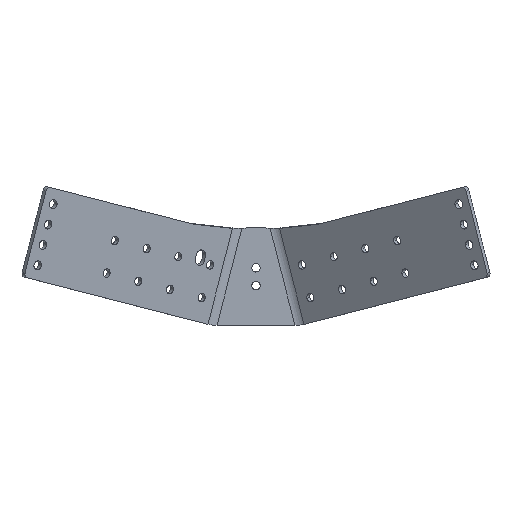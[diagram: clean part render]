
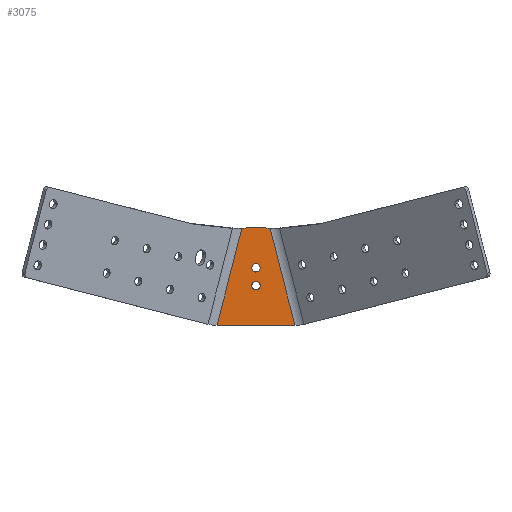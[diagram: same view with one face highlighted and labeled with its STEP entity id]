
A CAD part, top view. The second image highlights one B-rep face of the part: STEP entity #3075.
In plain terms, the highlighted planar face has unit normal (0, 0, 1).
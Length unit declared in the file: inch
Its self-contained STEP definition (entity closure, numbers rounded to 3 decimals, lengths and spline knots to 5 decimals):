
#34 = LINE ( 'NONE', #2665, #486 ) ;
#56 = VECTOR ( 'NONE', #2784, 39.37008 ) ;
#141 = DIRECTION ( 'NONE',  ( 0., 0., -1. ) ) ;
#182 = DIRECTION ( 'NONE',  ( -1., 0., 0. ) ) ;
#185 = CARTESIAN_POINT ( 'NONE',  ( -0.92487, 0., 0. ) ) ;
#216 = ORIENTED_EDGE ( 'NONE', *, *, #3016, .T. ) ;
#221 = EDGE_CURVE ( 'NONE', #1754, #1977, #34, .T. ) ;
#245 = DIRECTION ( 'NONE',  ( -0.248, -0.969, 0. ) ) ;
#249 = CARTESIAN_POINT ( 'NONE',  ( 0., 1.36583, 0. ) ) ;
#251 = VERTEX_POINT ( 'NONE', #741 ) ;
#272 = ORIENTED_EDGE ( 'NONE', *, *, #1141, .T. ) ;
#303 = CARTESIAN_POINT ( 'NONE',  ( 0., 1.36583, 0. ) ) ;
#353 = VECTOR ( 'NONE', #934, 39.37008 ) ;
#374 = VECTOR ( 'NONE', #182, 39.37008 ) ;
#404 = LINE ( 'NONE', #929, #374 ) ;
#418 = VERTEX_POINT ( 'NONE', #2864 ) ;
#486 = VECTOR ( 'NONE', #245, 39.37008 ) ;
#522 = EDGE_CURVE ( 'NONE', #1430, #418, #3031, .T. ) ;
#555 = DIRECTION ( 'NONE',  ( 0., 1., 0. ) ) ;
#580 = AXIS2_PLACEMENT_3D ( 'NONE', #2673, #1412, #1931 ) ;
#584 = FACE_BOUND ( 'NONE', #2920, .T. ) ;
#741 = CARTESIAN_POINT ( 'NONE',  ( 0.33636, 2.30281, 0. ) ) ;
#789 = VERTEX_POINT ( 'NONE', #1373 ) ;
#796 = CARTESIAN_POINT ( 'NONE',  ( 0., 0.94083, 0. ) ) ;
#855 = AXIS2_PLACEMENT_3D ( 'NONE', #796, #2702, #555 ) ;
#858 = CIRCLE ( 'NONE', #1811, 0.1005 ) ;
#914 = VECTOR ( 'NONE', #1630, 39.37008 ) ;
#929 = CARTESIAN_POINT ( 'NONE',  ( 0., 0., 0. ) ) ;
#934 = DIRECTION ( 'NONE',  ( -0.996, 0.093, 0. ) ) ;
#945 = LINE ( 'NONE', #1190, #914 ) ;
#954 = EDGE_CURVE ( 'NONE', #418, #1430, #1749, .T. ) ;
#970 = DIRECTION ( 'NONE',  ( 0., 1., 0. ) ) ;
#1036 = VERTEX_POINT ( 'NONE', #1563 ) ;
#1141 = EDGE_CURVE ( 'NONE', #1488, #789, #2344, .T. ) ;
#1179 = VERTEX_POINT ( 'NONE', #2165 ) ;
#1190 = CARTESIAN_POINT ( 'NONE',  ( 0.71491, 0.82156, 0. ) ) ;
#1221 = DIRECTION ( 'NONE',  ( 0., 1., 0. ) ) ;
#1373 = CARTESIAN_POINT ( 'NONE',  ( -0.1005, 0.94083, 0. ) ) ;
#1388 = CARTESIAN_POINT ( 'NONE',  ( 0.5331, 2.2845, 0. ) ) ;
#1396 = ORIENTED_EDGE ( 'NONE', *, *, #1730, .T. ) ;
#1412 = DIRECTION ( 'NONE',  ( 0., 0., 1. ) ) ;
#1430 = VERTEX_POINT ( 'NONE', #2109 ) ;
#1488 = VERTEX_POINT ( 'NONE', #1641 ) ;
#1506 = FACE_OUTER_BOUND ( 'NONE', #3069, .T. ) ;
#1533 = FACE_BOUND ( 'NONE', #1559, .T. ) ;
#1559 = EDGE_LOOP ( 'NONE', ( #2932, #1781 ) ) ;
#1561 = LINE ( 'NONE', #2968, #56 ) ;
#1563 = CARTESIAN_POINT ( 'NONE',  ( 0.92487, 0., 0. ) ) ;
#1616 = CARTESIAN_POINT ( 'NONE',  ( -0.00927, 2.33326, 0. ) ) ;
#1630 = DIRECTION ( 'NONE',  ( -0.248, 0.969, 0. ) ) ;
#1636 = LINE ( 'NONE', #1388, #353 ) ;
#1641 = CARTESIAN_POINT ( 'NONE',  ( 0.1005, 0.94083, 0. ) ) ;
#1652 = ORIENTED_EDGE ( 'NONE', *, *, #2050, .T. ) ;
#1693 = DIRECTION ( 'NONE',  ( 0., 0., -1. ) ) ;
#1706 = ORIENTED_EDGE ( 'NONE', *, *, #1747, .T. ) ;
#1730 = EDGE_CURVE ( 'NONE', #789, #1488, #858, .T. ) ;
#1747 = EDGE_CURVE ( 'NONE', #1882, #1754, #1561, .T. ) ;
#1749 = CIRCLE ( 'NONE', #2943, 0.1005 ) ;
#1754 = VERTEX_POINT ( 'NONE', #2320 ) ;
#1781 = ORIENTED_EDGE ( 'NONE', *, *, #522, .T. ) ;
#1811 = AXIS2_PLACEMENT_3D ( 'NONE', #2269, #141, #1835 ) ;
#1817 = ORIENTED_EDGE ( 'NONE', *, *, #1889, .T. ) ;
#1835 = DIRECTION ( 'NONE',  ( 0., 1., 0. ) ) ;
#1882 = VERTEX_POINT ( 'NONE', #1616 ) ;
#1889 = EDGE_CURVE ( 'NONE', #251, #1179, #1636, .T. ) ;
#1926 = CIRCLE ( 'NONE', #580, 0.1 ) ;
#1931 = DIRECTION ( 'NONE',  ( -1., 0., 0. ) ) ;
#1977 = VERTEX_POINT ( 'NONE', #185 ) ;
#1990 = CARTESIAN_POINT ( 'NONE',  ( 0., 0.63885, 0. ) ) ;
#2022 = DIRECTION ( 'NONE',  ( 0., 0., -1. ) ) ;
#2050 = EDGE_CURVE ( 'NONE', #1036, #251, #945, .T. ) ;
#2109 = CARTESIAN_POINT ( 'NONE',  ( 0.1005, 1.36583, 0. ) ) ;
#2165 = CARTESIAN_POINT ( 'NONE',  ( 0.00927, 2.33326, 0. ) ) ;
#2269 = CARTESIAN_POINT ( 'NONE',  ( 0., 0.94083, 0. ) ) ;
#2320 = CARTESIAN_POINT ( 'NONE',  ( -0.33636, 2.30281, 0. ) ) ;
#2344 = CIRCLE ( 'NONE', #855, 0.1005 ) ;
#2420 = ORIENTED_EDGE ( 'NONE', *, *, #2473, .F. ) ;
#2427 = DIRECTION ( 'NONE',  ( 0., 0., -1. ) ) ;
#2432 = ORIENTED_EDGE ( 'NONE', *, *, #221, .T. ) ;
#2473 = EDGE_CURVE ( 'NONE', #1036, #1977, #404, .T. ) ;
#2495 = PLANE ( 'NONE',  #2684 ) ;
#2665 = CARTESIAN_POINT ( 'NONE',  ( -0.71491, 0.82156, 0. ) ) ;
#2673 = CARTESIAN_POINT ( 'NONE',  ( 0., 2.23369, 0. ) ) ;
#2684 = AXIS2_PLACEMENT_3D ( 'NONE', #1990, #2022, #2987 ) ;
#2702 = DIRECTION ( 'NONE',  ( 0., 0., -1. ) ) ;
#2784 = DIRECTION ( 'NONE',  ( -0.996, -0.093, 0. ) ) ;
#2864 = CARTESIAN_POINT ( 'NONE',  ( -0.1005, 1.36583, 0. ) ) ;
#2885 = AXIS2_PLACEMENT_3D ( 'NONE', #303, #2427, #1221 ) ;
#2920 = EDGE_LOOP ( 'NONE', ( #1396, #272 ) ) ;
#2932 = ORIENTED_EDGE ( 'NONE', *, *, #954, .T. ) ;
#2943 = AXIS2_PLACEMENT_3D ( 'NONE', #249, #1693, #970 ) ;
#2968 = CARTESIAN_POINT ( 'NONE',  ( 0., 2.33412, 0. ) ) ;
#2987 = DIRECTION ( 'NONE',  ( 0., 1., 0. ) ) ;
#3016 = EDGE_CURVE ( 'NONE', #1179, #1882, #1926, .T. ) ;
#3031 = CIRCLE ( 'NONE', #2885, 0.1005 ) ;
#3069 = EDGE_LOOP ( 'NONE', ( #1817, #216, #1706, #2432, #2420, #1652 ) ) ;
#3075 = ADVANCED_FACE ( 'NONE', ( #584, #1533, #1506 ), #2495, .F. ) ;
